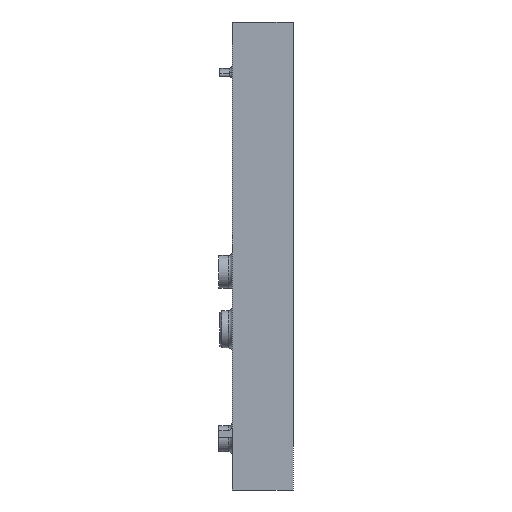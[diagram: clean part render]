
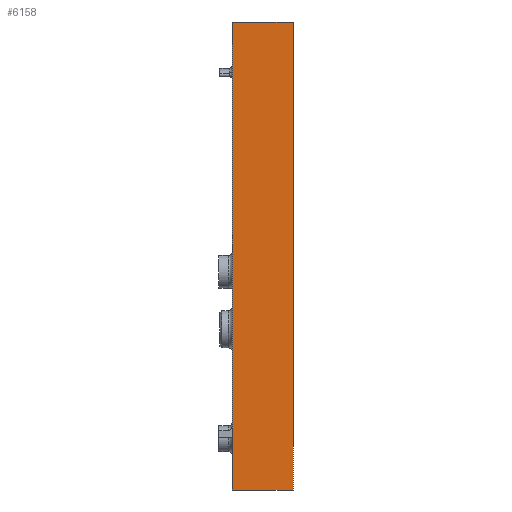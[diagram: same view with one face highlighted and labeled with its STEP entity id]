
A CAD part, left-side view. The second image highlights one B-rep face of the part: STEP entity #6158.
In plain terms, the highlighted planar face has unit normal (-1, 0, 0).
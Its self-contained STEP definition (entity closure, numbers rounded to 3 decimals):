
#266=PLANE('',#6829);
#270=LINE('',#8749,#822);
#362=LINE('',#9114,#914);
#604=LINE('',#10171,#1156);
#819=LINE('',#10792,#1371);
#822=VECTOR('',#6849,10.);
#914=VECTOR('',#7137,10.);
#1156=VECTOR('',#7957,10.);
#1371=VECTOR('',#8694,10.);
#1841=FACE_OUTER_BOUND('',#2223,.T.);
#2223=EDGE_LOOP('',(#5798,#5799,#5800,#5801));
#2566=VERTEX_POINT('',#8747);
#2567=VERTEX_POINT('',#8748);
#2729=VERTEX_POINT('',#9111);
#2730=VERTEX_POINT('',#9113);
#3136=EDGE_CURVE('',#2566,#2567,#270,.F.);
#3313=EDGE_CURVE('',#2730,#2729,#362,.T.);
#3719=EDGE_CURVE('',#2567,#2730,#604,.T.);
#4019=EDGE_CURVE('',#2566,#2729,#819,.T.);
#5798=ORIENTED_EDGE('',*,*,#4019,.F.);
#5799=ORIENTED_EDGE('',*,*,#3136,.T.);
#5800=ORIENTED_EDGE('',*,*,#3719,.T.);
#5801=ORIENTED_EDGE('',*,*,#3313,.T.);
#6158=ADVANCED_FACE('',(#1841),#266,.T.);
#6829=AXIS2_PLACEMENT_3D('',#10793,#8695,#8696);
#6849=DIRECTION('',(0.,0.,1.));
#7137=DIRECTION('',(0.,0.,1.));
#7957=DIRECTION('',(0.,-1.,0.));
#8694=DIRECTION('',(0.,-1.,0.));
#8695=DIRECTION('center_axis',(-1.,0.,0.));
#8696=DIRECTION('ref_axis',(0.,0.,
-1.));
#8747=CARTESIAN_POINT('',(-44.,30.242,10.467));
#8748=CARTESIAN_POINT('',(-44.,30.242,-101.533));
#8749=CARTESIAN_POINT('',(-44.,30.242,-17.533));
#9111=CARTESIAN_POINT('',(-44.,15.715,10.467));
#9113=CARTESIAN_POINT('',(-44.,15.715,-101.533));
#9114=CARTESIAN_POINT('',(-44.,15.715,-17.533));
#10171=CARTESIAN_POINT('',(-44.,18.715,-101.533));
#10792=CARTESIAN_POINT('',(-44.,18.715,10.467));
#10793=CARTESIAN_POINT('Origin',(-44.,18.715,10.467));
